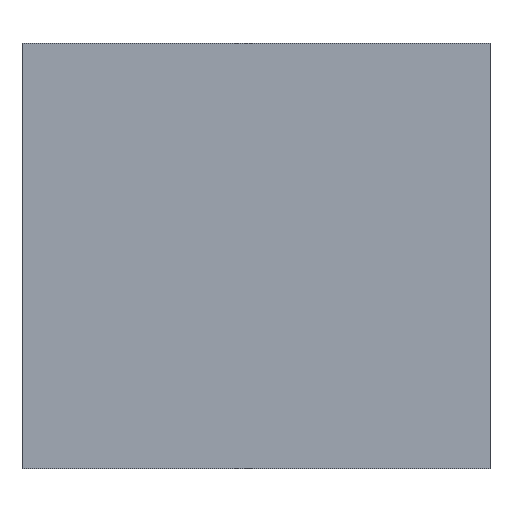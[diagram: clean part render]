
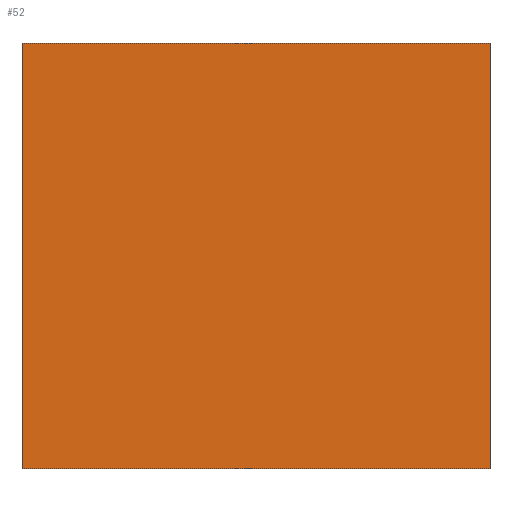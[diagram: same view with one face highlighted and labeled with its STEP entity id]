
A CAD part, front view. The second image highlights one B-rep face of the part: STEP entity #52.
In plain terms, the highlighted planar face has unit normal (0, -1, 0).
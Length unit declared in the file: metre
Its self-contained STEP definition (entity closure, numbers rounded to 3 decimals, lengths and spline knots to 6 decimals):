
#52=ADVANCED_FACE('62:3875',(#62),#63,.T.);
#62=FACE_OUTER_BOUND('',#77,.T.);
#63=PLANE('',#78);
#77=EDGE_LOOP('',(#97,#98,#99,#100));
#78=AXIS2_PLACEMENT_3D('',#101,#102,#103);
#97=ORIENTED_EDGE('',*,*,#146,.T.);
#98=ORIENTED_EDGE('',*,*,#147,.F.);
#99=ORIENTED_EDGE('',*,*,#148,.T.);
#100=ORIENTED_EDGE('',*,*,#143,.T.);
#101=CARTESIAN_POINT('',(0.,0.03625,0.0));
#102=DIRECTION('',(0.0,-1.0,0.0));
#103=DIRECTION('',(1.0,0.0,0.0));
#143=EDGE_CURVE('62:3896',#160,#158,#161,.T.);
#146=EDGE_CURVE('62:3905',#158,#165,#166,.T.);
#147=EDGE_CURVE('62:3908',#167,#165,#168,.T.);
#148=EDGE_CURVE('62:3911',#167,#160,#169,.F.);
#158=VERTEX_POINT('',#183);
#160=VERTEX_POINT('',#186);
#161=LINE('',#187,#188);
#165=VERTEX_POINT('',#194);
#166=LINE('',#195,#196);
#167=VERTEX_POINT('',#197);
#168=LINE('',#198,#199);
#169=LINE('',#200,#201);
#183=CARTESIAN_POINT('',(0.00275,0.03625,0.005));
#186=CARTESIAN_POINT('',(0.00275,0.03625,0.0));
#187=CARTESIAN_POINT('',(0.00275,0.03625,0.0));
#188=VECTOR('',#223,1.0);
#194=CARTESIAN_POINT('',(-0.00275,0.03625,0.005));
#195=CARTESIAN_POINT('',(0.,0.03625,0.005));
#196=VECTOR('',#226,1.0);
#197=CARTESIAN_POINT('',(-0.00275,0.03625,0.0));
#198=CARTESIAN_POINT('',(-0.00275,0.03625,0.0));
#199=VECTOR('',#227,1.0);
#200=CARTESIAN_POINT('',(0.,0.03625,0.0));
#201=VECTOR('',#228,1.0);
#223=DIRECTION('',(0.0,0.0,1.0));
#226=DIRECTION('',(-1.0,0.0,0.0));
#227=DIRECTION('',(0.0,0.0,1.0));
#228=DIRECTION('',(-1.0,0.0,0.0));
